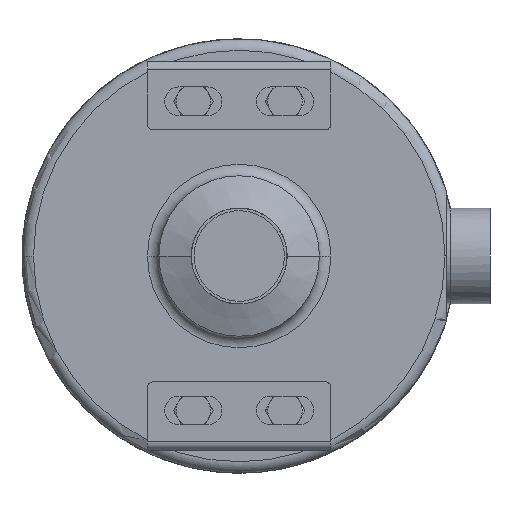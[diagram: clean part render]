
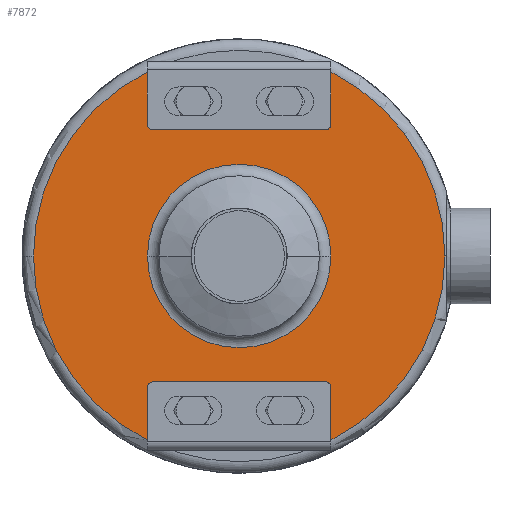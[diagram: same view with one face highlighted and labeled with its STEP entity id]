
A CAD part, front view. The second image highlights one B-rep face of the part: STEP entity #7872.
In plain terms, the highlighted planar face has unit normal (0, -1, 0).
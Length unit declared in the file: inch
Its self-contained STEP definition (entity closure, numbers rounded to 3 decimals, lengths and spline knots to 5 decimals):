
#115 = DIRECTION ( 'NONE',  ( -1., 0., 0. ) ) ;
#168 = DIRECTION ( 'NONE',  ( 0., 1., 0. ) ) ;
#262 = LINE ( 'NONE', #9590, #2825 ) ;
#341 = CARTESIAN_POINT ( 'NONE',  ( 0., -1.53, 0. ) ) ;
#411 = LINE ( 'NONE', #6168, #6939 ) ;
#447 = PLANE ( 'NONE',  #4269 ) ;
#583 = VERTEX_POINT ( 'NONE', #4441 ) ;
#652 = CARTESIAN_POINT ( 'NONE',  ( -2., -1.53, 0. ) ) ;
#827 = VERTEX_POINT ( 'NONE', #3668 ) ;
#860 = AXIS2_PLACEMENT_3D ( 'NONE', #7398, #9448, #3346 ) ;
#942 = AXIS2_PLACEMENT_3D ( 'NONE', #1329, #168, #4273 ) ;
#961 = AXIS2_PLACEMENT_3D ( 'NONE', #12277, #6201, #4231 ) ;
#1010 = FACE_BOUND ( 'NONE', #3634, .T. ) ;
#1174 = VERTEX_POINT ( 'NONE', #6463 ) ;
#1322 = DIRECTION ( 'NONE',  ( 0., 1., 0. ) ) ;
#1329 = CARTESIAN_POINT ( 'NONE',  ( 1.875, -1.53, 2.87214 ) ) ;
#1422 = VERTEX_POINT ( 'NONE', #12169 ) ;
#1471 = VERTEX_POINT ( 'NONE', #12547 ) ;
#1570 = EDGE_CURVE ( 'NONE', #11513, #2267, #6270, .T. ) ;
#1611 = ORIENTED_EDGE ( 'NONE', *, *, #6205, .F. ) ;
#1666 = VERTEX_POINT ( 'NONE', #2389 ) ;
#1737 = CIRCLE ( 'NONE', #942, 0.125 ) ;
#1840 = DIRECTION ( 'NONE',  ( -1., 0., 0. ) ) ;
#2181 = VECTOR ( 'NONE', #12944, 39.37008 ) ;
#2225 = AXIS2_PLACEMENT_3D ( 'NONE', #10691, #8744, #3532 ) ;
#2267 = VERTEX_POINT ( 'NONE', #6339 ) ;
#2389 = CARTESIAN_POINT ( 'NONE',  ( 2., -1.53, -4.01438 ) ) ;
#2391 = CARTESIAN_POINT ( 'NONE',  ( 2., -1.53, 4.05964 ) ) ;
#2425 = CARTESIAN_POINT ( 'NONE',  ( 1.875, -1.53, -2.86645 ) ) ;
#2515 = AXIS2_PLACEMENT_3D ( 'NONE', #341, #12480, #7430 ) ;
#2521 = CARTESIAN_POINT ( 'NONE',  ( -2., -1.53, 2.87214 ) ) ;
#2540 = DIRECTION ( 'NONE',  ( 0., 1., 0. ) ) ;
#2707 = CIRCLE ( 'NONE', #8387, 0.125 ) ;
#2772 = VECTOR ( 'NONE', #5877, 39.37008 ) ;
#2825 = VECTOR ( 'NONE', #11655, 39.37008 ) ;
#2912 = DIRECTION ( 'NONE',  ( 0., 1., 0. ) ) ;
#2916 = ORIENTED_EDGE ( 'NONE', *, *, #7054, .T. ) ;
#3293 = CARTESIAN_POINT ( 'NONE',  ( 2., -1.53, 0. ) ) ;
#3346 = DIRECTION ( 'NONE',  ( -1., 0., 0. ) ) ;
#3419 = VERTEX_POINT ( 'NONE', #10921 ) ;
#3532 = DIRECTION ( 'NONE',  ( -1., 0., 0. ) ) ;
#3567 = CARTESIAN_POINT ( 'NONE',  ( -1.875, -1.53, 2.87214 ) ) ;
#3634 = EDGE_LOOP ( 'NONE', ( #12193, #9830 ) ) ;
#3668 = CARTESIAN_POINT ( 'NONE',  ( 2., -1.53, -2.86645 ) ) ;
#3794 = VERTEX_POINT ( 'NONE', #2521 ) ;
#3856 = VERTEX_POINT ( 'NONE', #9706 ) ;
#4231 = DIRECTION ( 'NONE',  ( -1., 0., 0. ) ) ;
#4269 = AXIS2_PLACEMENT_3D ( 'NONE', #3293, #1322, #12628 ) ;
#4273 = DIRECTION ( 'NONE',  ( 0., 0., 1. ) ) ;
#4441 = CARTESIAN_POINT ( 'NONE',  ( 1.875, -1.53, -2.74145 ) ) ;
#4484 = LINE ( 'NONE', #11780, #9255 ) ;
#4677 = EDGE_CURVE ( 'NONE', #10245, #3856, #9750, .T. ) ;
#4813 = ORIENTED_EDGE ( 'NONE', *, *, #12606, .T. ) ;
#4895 = ORIENTED_EDGE ( 'NONE', *, *, #7255, .F. ) ;
#5087 = CIRCLE ( 'NONE', #860, 4.485 ) ;
#5281 = CARTESIAN_POINT ( 'NONE',  ( -1.875, -1.53, -2.86645 ) ) ;
#5479 = EDGE_CURVE ( 'NONE', #2267, #11513, #11636, .T. ) ;
#5519 = CARTESIAN_POINT ( 'NONE',  ( 2., -1.53, 0. ) ) ;
#5587 = AXIS2_PLACEMENT_3D ( 'NONE', #3567, #2540, #12906 ) ;
#5610 = CARTESIAN_POINT ( 'NONE',  ( 1.875, -1.53, 2.74714 ) ) ;
#5763 = ORIENTED_EDGE ( 'NONE', *, *, #13214, .T. ) ;
#5877 = DIRECTION ( 'NONE',  ( 0., 0., -1. ) ) ;
#5992 = EDGE_CURVE ( 'NONE', #7264, #3419, #6704, .T. ) ;
#6079 = ORIENTED_EDGE ( 'NONE', *, *, #6663, .T. ) ;
#6168 = CARTESIAN_POINT ( 'NONE',  ( 2., -1.53, 0. ) ) ;
#6170 = ORIENTED_EDGE ( 'NONE', *, *, #7160, .F. ) ;
#6201 = DIRECTION ( 'NONE',  ( 0., 1., 0. ) ) ;
#6205 = EDGE_CURVE ( 'NONE', #1174, #6664, #4484, .T. ) ;
#6270 = CIRCLE ( 'NONE', #10512, 2. ) ;
#6293 = FACE_OUTER_BOUND ( 'NONE', #9680, .T. ) ;
#6339 = CARTESIAN_POINT ( 'NONE',  ( -2., -1.53, 0. ) ) ;
#6363 = ORIENTED_EDGE ( 'NONE', *, *, #10757, .F. ) ;
#6463 = CARTESIAN_POINT ( 'NONE',  ( -1.875, -1.53, 2.74714 ) ) ;
#6538 = AXIS2_PLACEMENT_3D ( 'NONE', #5281, #11353, #12375 ) ;
#6636 = CIRCLE ( 'NONE', #8166, 4.485 ) ;
#6663 = EDGE_CURVE ( 'NONE', #583, #827, #2707, .T. ) ;
#6664 = VERTEX_POINT ( 'NONE', #5610 ) ;
#6704 = CIRCLE ( 'NONE', #2515, 4.485 ) ;
#6939 = VECTOR ( 'NONE', #11302, 39.37008 ) ;
#7054 = EDGE_CURVE ( 'NONE', #10877, #6664, #1737, .T. ) ;
#7093 = CARTESIAN_POINT ( 'NONE',  ( 0., -1.53, 0. ) ) ;
#7160 = EDGE_CURVE ( 'NONE', #3419, #8346, #5087, .T. ) ;
#7255 = EDGE_CURVE ( 'NONE', #1471, #1422, #10024, .T. ) ;
#7264 = VERTEX_POINT ( 'NONE', #7702 ) ;
#7398 = CARTESIAN_POINT ( 'NONE',  ( 0., -1.53, 0. ) ) ;
#7430 = DIRECTION ( 'NONE',  ( -1., 0., 0. ) ) ;
#7559 = DIRECTION ( 'NONE',  ( 0., 0., -1. ) ) ;
#7588 = ORIENTED_EDGE ( 'NONE', *, *, #7632, .T. ) ;
#7607 = LINE ( 'NONE', #652, #2181 ) ;
#7632 = EDGE_CURVE ( 'NONE', #1471, #10877, #9578, .T. ) ;
#7696 = ORIENTED_EDGE ( 'NONE', *, *, #8162, .F. ) ;
#7702 = CARTESIAN_POINT ( 'NONE',  ( -2., -1.53, -4.01438 ) ) ;
#7872 = ADVANCED_FACE ( 'NONE', ( #6293, #1010 ), #447, .F. ) ;
#8162 = EDGE_CURVE ( 'NONE', #8346, #3794, #8202, .T. ) ;
#8166 = AXIS2_PLACEMENT_3D ( 'NONE', #7093, #2912, #1840 ) ;
#8202 = LINE ( 'NONE', #11991, #2772 ) ;
#8346 = VERTEX_POINT ( 'NONE', #12470 ) ;
#8387 = AXIS2_PLACEMENT_3D ( 'NONE', #2425, #9567, #8594 ) ;
#8594 = DIRECTION ( 'NONE',  ( 0., 0., -1. ) ) ;
#8744 = DIRECTION ( 'NONE',  ( 0., 1., 0. ) ) ;
#9255 = VECTOR ( 'NONE', #11734, 39.37008 ) ;
#9429 = CARTESIAN_POINT ( 'NONE',  ( -2., -1.53, -2.86645 ) ) ;
#9448 = DIRECTION ( 'NONE',  ( 0., 1., 0. ) ) ;
#9496 = ORIENTED_EDGE ( 'NONE', *, *, #4677, .T. ) ;
#9567 = DIRECTION ( 'NONE',  ( 0., 1., 0. ) ) ;
#9578 = LINE ( 'NONE', #2391, #12892 ) ;
#9590 = CARTESIAN_POINT ( 'NONE',  ( 2., -1.53, -2.74145 ) ) ;
#9680 = EDGE_LOOP ( 'NONE', ( #4895, #7588, #2916, #1611, #5763, #7696, #6170, #10765, #4813, #9496, #12234, #6079, #9940, #6363 ) ) ;
#9706 = CARTESIAN_POINT ( 'NONE',  ( -1.875, -1.53, -2.74145 ) ) ;
#9750 = CIRCLE ( 'NONE', #6538, 0.125 ) ;
#9830 = ORIENTED_EDGE ( 'NONE', *, *, #1570, .T. ) ;
#9940 = ORIENTED_EDGE ( 'NONE', *, *, #10986, .F. ) ;
#10024 = CIRCLE ( 'NONE', #2225, 4.485 ) ;
#10245 = VERTEX_POINT ( 'NONE', #9429 ) ;
#10276 = CARTESIAN_POINT ( 'NONE',  ( 0., -1.53, 0. ) ) ;
#10366 = DIRECTION ( 'NONE',  ( 0., 1., 0. ) ) ;
#10382 = CARTESIAN_POINT ( 'NONE',  ( 2., -1.53, 2.87214 ) ) ;
#10452 = CIRCLE ( 'NONE', #5587, 0.125 ) ;
#10512 = AXIS2_PLACEMENT_3D ( 'NONE', #10276, #10366, #115 ) ;
#10691 = CARTESIAN_POINT ( 'NONE',  ( 0., -1.53, 0. ) ) ;
#10757 = EDGE_CURVE ( 'NONE', #1422, #1666, #6636, .T. ) ;
#10765 = ORIENTED_EDGE ( 'NONE', *, *, #5992, .F. ) ;
#10877 = VERTEX_POINT ( 'NONE', #10382 ) ;
#10921 = CARTESIAN_POINT ( 'NONE',  ( -4.485, -1.53, 0. ) ) ;
#10986 = EDGE_CURVE ( 'NONE', #1666, #827, #411, .T. ) ;
#11302 = DIRECTION ( 'NONE',  ( 0., 0., 1. ) ) ;
#11353 = DIRECTION ( 'NONE',  ( 0., 1., 0. ) ) ;
#11513 = VERTEX_POINT ( 'NONE', #5519 ) ;
#11636 = CIRCLE ( 'NONE', #961, 2. ) ;
#11655 = DIRECTION ( 'NONE',  ( -1., 0., 0. ) ) ;
#11734 = DIRECTION ( 'NONE',  ( 1., 0., 0. ) ) ;
#11780 = CARTESIAN_POINT ( 'NONE',  ( -2., -1.53, 2.74714 ) ) ;
#11991 = CARTESIAN_POINT ( 'NONE',  ( -2., -1.53, 4.05964 ) ) ;
#12169 = CARTESIAN_POINT ( 'NONE',  ( 4.485, -1.53, 0. ) ) ;
#12193 = ORIENTED_EDGE ( 'NONE', *, *, #5479, .T. ) ;
#12234 = ORIENTED_EDGE ( 'NONE', *, *, #12562, .F. ) ;
#12277 = CARTESIAN_POINT ( 'NONE',  ( 0., -1.53, 0. ) ) ;
#12375 = DIRECTION ( 'NONE',  ( 0., 0., -1. ) ) ;
#12470 = CARTESIAN_POINT ( 'NONE',  ( -2., -1.53, 4.01438 ) ) ;
#12480 = DIRECTION ( 'NONE',  ( 0., 1., 0. ) ) ;
#12547 = CARTESIAN_POINT ( 'NONE',  ( 2., -1.53, 4.01438 ) ) ;
#12562 = EDGE_CURVE ( 'NONE', #583, #3856, #262, .T. ) ;
#12606 = EDGE_CURVE ( 'NONE', #7264, #10245, #7607, .T. ) ;
#12628 = DIRECTION ( 'NONE',  ( -1., 0., 0. ) ) ;
#12892 = VECTOR ( 'NONE', #7559, 39.37008 ) ;
#12906 = DIRECTION ( 'NONE',  ( 0., 0., 1. ) ) ;
#12944 = DIRECTION ( 'NONE',  ( 0., 0., 1. ) ) ;
#13214 = EDGE_CURVE ( 'NONE', #1174, #3794, #10452, .T. ) ;
